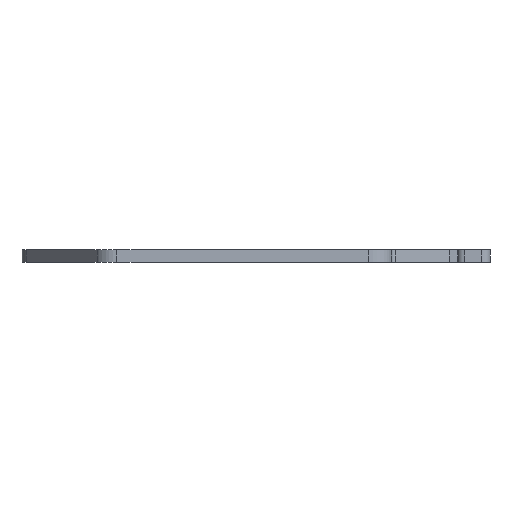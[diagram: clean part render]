
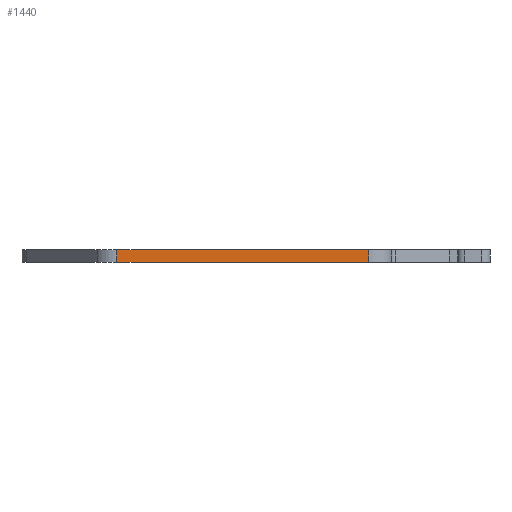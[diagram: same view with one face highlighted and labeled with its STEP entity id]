
A CAD part, left-side view. The second image highlights one B-rep face of the part: STEP entity #1440.
In plain terms, the highlighted planar face has unit normal (-1, 0, 0).
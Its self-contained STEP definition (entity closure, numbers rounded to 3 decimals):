
#48 = LINE ( 'NONE', #1504, #1279 ) ;
#163 = DIRECTION ( 'NONE',  ( 0., -1., 0. ) ) ;
#298 = EDGE_LOOP ( 'NONE', ( #452, #2922, #3438, #3288 ) ) ;
#330 = EDGE_CURVE ( 'NONE', #3062, #1205, #1729, .T. ) ;
#353 = VECTOR ( 'NONE', #488, 1000. ) ;
#452 = ORIENTED_EDGE ( 'NONE', *, *, #330, .F. ) ;
#466 = LINE ( 'NONE', #2529, #2822 ) ;
#488 = DIRECTION ( 'NONE',  ( 0., -1., 0. ) ) ;
#602 = LINE ( 'NONE', #1149, #2698 ) ;
#862 = CARTESIAN_POINT ( 'NONE',  ( -28.356, 17., 1.5 ) ) ;
#1149 = CARTESIAN_POINT ( 'NONE',  ( -28.356, 17., 1.5 ) ) ;
#1188 = PLANE ( 'NONE',  #1418 ) ;
#1205 = VERTEX_POINT ( 'NONE', #1300 ) ;
#1237 = FACE_OUTER_BOUND ( 'NONE', #298, .T. ) ;
#1279 = VECTOR ( 'NONE', #163, 1000. ) ;
#1300 = CARTESIAN_POINT ( 'NONE',  ( -28.356, -13.997, 1.5 ) ) ;
#1418 = AXIS2_PLACEMENT_3D ( 'NONE', #1481, #3458, #3153 ) ;
#1440 = ADVANCED_FACE ( 'NONE', ( #1237 ), #1188, .F. ) ;
#1470 = EDGE_CURVE ( 'NONE', #2068, #3173, #48, .T. ) ;
#1481 = CARTESIAN_POINT ( 'NONE',  ( -28.356, 18.562, 1.5 ) ) ;
#1504 = CARTESIAN_POINT ( 'NONE',  ( -28.356, 18.562, 0. ) ) ;
#1647 = EDGE_CURVE ( 'NONE', #3062, #2068, #602, .T. ) ;
#1664 = CARTESIAN_POINT ( 'NONE',  ( -28.356, 17., 0. ) ) ;
#1729 = LINE ( 'NONE', #3492, #353 ) ;
#1973 = DIRECTION ( 'NONE',  ( 0., 0., -1. ) ) ;
#2068 = VERTEX_POINT ( 'NONE', #1664 ) ;
#2305 = DIRECTION ( 'NONE',  ( 0., 0., -1. ) ) ;
#2529 = CARTESIAN_POINT ( 'NONE',  ( -28.356, -13.997, 1.5 ) ) ;
#2652 = EDGE_CURVE ( 'NONE', #1205, #3173, #466, .T. ) ;
#2698 = VECTOR ( 'NONE', #1973, 1000. ) ;
#2822 = VECTOR ( 'NONE', #2305, 1000. ) ;
#2922 = ORIENTED_EDGE ( 'NONE', *, *, #1647, .T. ) ;
#3062 = VERTEX_POINT ( 'NONE', #862 ) ;
#3153 = DIRECTION ( 'NONE',  ( 0., 0., -1. ) ) ;
#3173 = VERTEX_POINT ( 'NONE', #3447 ) ;
#3288 = ORIENTED_EDGE ( 'NONE', *, *, #2652, .F. ) ;
#3438 = ORIENTED_EDGE ( 'NONE', *, *, #1470, .T. ) ;
#3447 = CARTESIAN_POINT ( 'NONE',  ( -28.356, -13.997, 0. ) ) ;
#3458 = DIRECTION ( 'NONE',  ( 1., 0., 0. ) ) ;
#3492 = CARTESIAN_POINT ( 'NONE',  ( -28.356, 18.562, 1.5 ) ) ;
